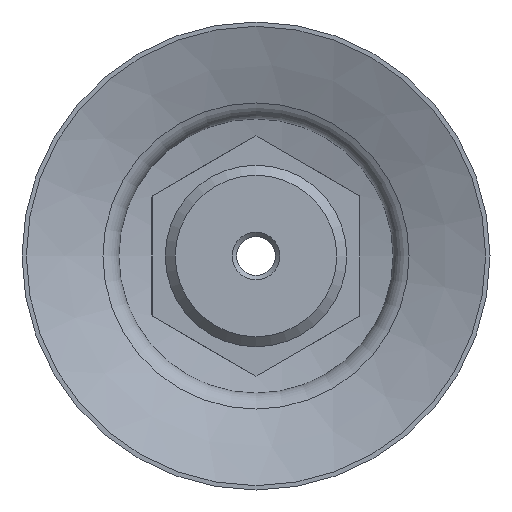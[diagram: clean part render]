
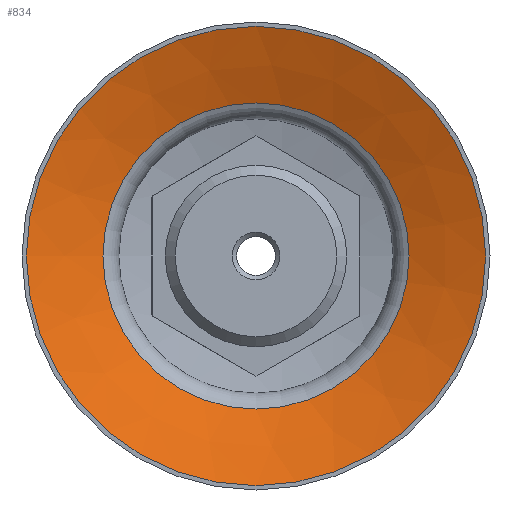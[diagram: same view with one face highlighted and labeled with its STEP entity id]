
A CAD part, front view. The second image highlights one B-rep face of the part: STEP entity #834.
In plain terms, the highlighted conical face has half-angle 69 degrees and reference radius 22.081 mm.
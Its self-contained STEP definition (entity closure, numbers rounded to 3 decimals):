
#143=FACE_BOUND('',#289,.T.);
#206=FACE_OUTER_BOUND('',#288,.T.);
#288=EDGE_LOOP('',(#720));
#289=EDGE_LOOP('',(#721));
#357=CIRCLE('',#946,17.663);
#358=CIRCLE('',#948,26.5);
#436=VERTEX_POINT('',#1488);
#437=VERTEX_POINT('',#1491);
#539=EDGE_CURVE('',#436,#436,#357,.T.);
#540=EDGE_CURVE('',#437,#437,#358,.T.);
#720=ORIENTED_EDGE('',*,*,#540,.F.);
#721=ORIENTED_EDGE('',*,*,#539,.T.);
#785=CONICAL_SURFACE('',#947,22.081,1.204);
#834=ADVANCED_FACE('',(#206,#143),#785,.F.);
#946=AXIS2_PLACEMENT_3D('',#1489,#1150,#1151);
#947=AXIS2_PLACEMENT_3D('',#1490,#1152,#1153);
#948=AXIS2_PLACEMENT_3D('',#1492,#1154,#1155);
#1150=DIRECTION('center_axis',(0.,1.,0.));
#1151=DIRECTION('ref_axis',(-1.,0.,0.));
#1152=DIRECTION('center_axis',(0.,-1.,0.));
#1153=DIRECTION('ref_axis',(-1.,0.,0.));
#1154=DIRECTION('center_axis',(0.,1.,0.));
#1155=DIRECTION('ref_axis',(-1.,0.,0.));
#1488=CARTESIAN_POINT('',(-17.663,-6.908,0.));
#1489=CARTESIAN_POINT('Origin',(0.,-6.908,0.));
#1490=CARTESIAN_POINT('Origin',(0.,-8.604,
0.));
#1491=CARTESIAN_POINT('',(-26.5,-10.3,0.));
#1492=CARTESIAN_POINT('Origin',(0.,-10.3,
0.));
